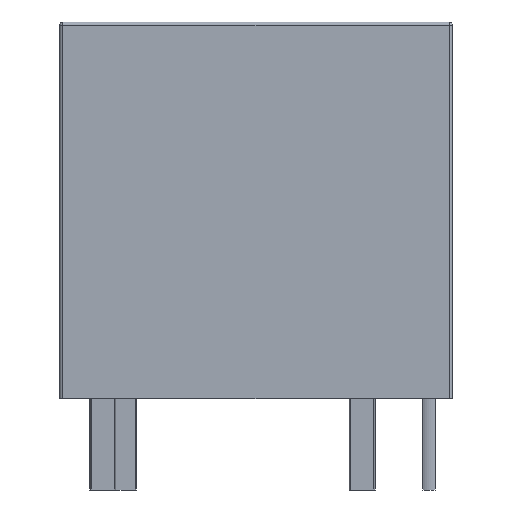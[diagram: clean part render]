
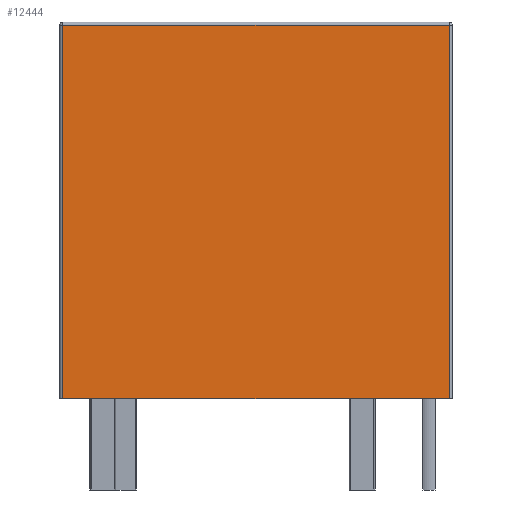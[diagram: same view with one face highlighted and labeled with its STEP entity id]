
A CAD part, front view. The second image highlights one B-rep face of the part: STEP entity #12444.
In plain terms, the highlighted planar face has unit normal (0, -1, 0).
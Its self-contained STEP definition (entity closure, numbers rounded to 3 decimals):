
#908=ORIENTED_EDGE('',*,*,#3199,.T.);
#909=ORIENTED_EDGE('',*,*,#3445,.T.);
#910=ORIENTED_EDGE('',*,*,#3446,.T.);
#911=ORIENTED_EDGE('',*,*,#3447,.T.);
#3199=EDGE_CURVE('',#4467,#4466,#5318,.T.);
#3445=EDGE_CURVE('',#4466,#4702,#5515,.F.);
#3446=EDGE_CURVE('',#4702,#4703,#5516,.F.);
#3447=EDGE_CURVE('',#4703,#4467,#5517,.T.);
#4466=VERTEX_POINT('',#15518);
#4467=VERTEX_POINT('',#15520);
#4702=VERTEX_POINT('',#16898);
#4703=VERTEX_POINT('',#16900);
#5318=LINE('',#15519,#6192);
#5515=LINE('',#16897,#6389);
#5516=LINE('',#16899,#6390);
#5517=LINE('',#16901,#6391);
#6192=VECTOR('',#13608,1000.);
#6389=VECTOR('',#13845,1000.);
#6390=VECTOR('',#13846,1000.);
#6391=VECTOR('',#13847,1000.);
#7075=EDGE_LOOP('',(#908,#909,#910,#911));
#7695=FACE_BOUND('',#7075,.T.);
#8258=PLANE('',#13035);
#12444=ADVANCED_FACE('',(#7695),#8258,.F.);
#13035=AXIS2_PLACEMENT_3D('',#16896,#13843,#13844);
#13608=DIRECTION('',(1.,0.,0.));
#13843=DIRECTION('',(0.,1.,0.));
#13844=DIRECTION('',(-1.,0.,0.));
#13845=DIRECTION('',(0.,0.,-1.));
#13846=DIRECTION('',(1.,0.,0.));
#13847=DIRECTION('',(0.,0.,-1.));
#15518=CARTESIAN_POINT('',(7.658,-5.994,0.));
#15519=CARTESIAN_POINT('',(-7.785,-5.994,0.));
#15520=CARTESIAN_POINT('',(-7.658,-5.994,0.));
#16896=CARTESIAN_POINT('',(-7.785,-5.994,14.935));
#16897=CARTESIAN_POINT('',(7.658,-5.994,14.935));
#16898=CARTESIAN_POINT('',(7.658,-5.994,14.808));
#16899=CARTESIAN_POINT('',(-7.785,-5.994,14.808));
#16900=CARTESIAN_POINT('',(-7.658,-5.994,14.808));
#16901=CARTESIAN_POINT('',(-7.658,-5.994,14.935));
